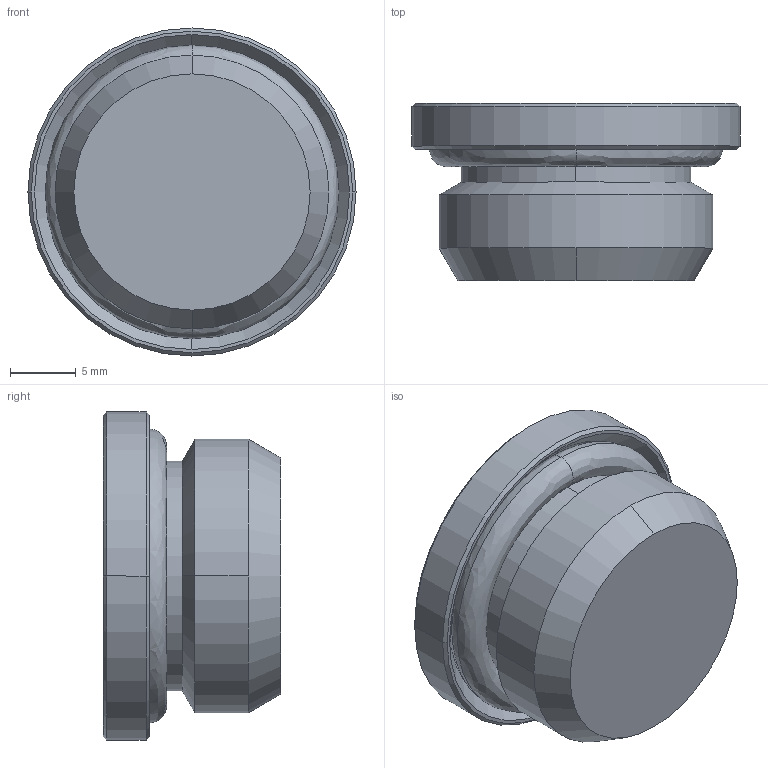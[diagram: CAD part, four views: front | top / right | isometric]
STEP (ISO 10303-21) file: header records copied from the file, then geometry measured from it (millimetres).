
FILE_DESCRIPTION (( 'STEP AP214' ), '1' );
FILE_NAME ('DRF.STOP04.STEP', '2018-09-03T13:10:47', ( '' ), ( '' ), 'SwSTEP 2.0', 'SolidWorks 2018', '' );
FILE_SCHEMA (( 'AUTOMOTIVE_DESIGN' ));
Length unit declared in the file: millimetre
Products named in the file (1): DRF.STOP04
Bounding box: 25 x 13.5 x 25 mm (x, y, z)
Volume: 4004.1 mm3; surface area: 2840.2 mm2
Topology: 2 solids, 2 shells, 52 faces, 128 edges, 79 vertices
Faces by surface type: plane 22, cone 14, cylinder 8, bspline 8
Entity records: 2291 total; most frequent: CARTESIAN_POINT 1026, ORIENTED_EDGE 252, DIRECTION 242, EDGE_CURVE 126, AXIS2_PLACEMENT_3D 95, VERTEX_POINT 79, EDGE_LOOP 55, LINE 52
